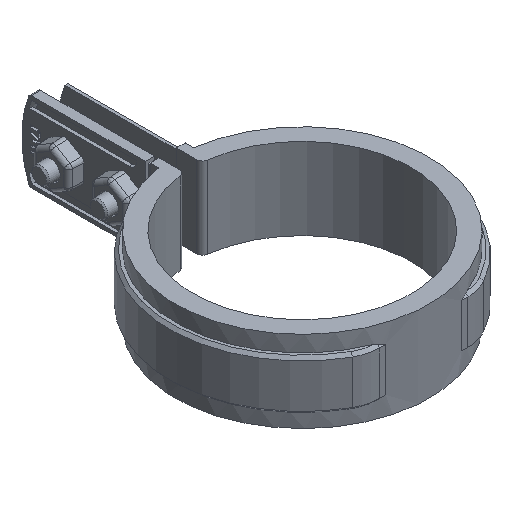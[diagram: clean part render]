
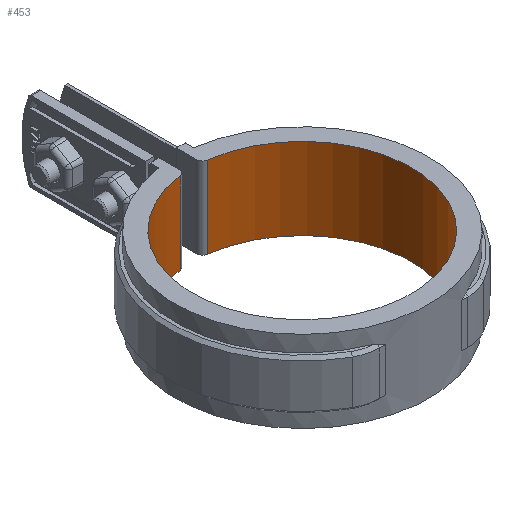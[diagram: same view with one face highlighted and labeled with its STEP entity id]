
A CAD part, isometric view. The second image highlights one B-rep face of the part: STEP entity #453.
In plain terms, the highlighted cylindrical face has radius 37.5 mm (diameter 75 mm), a partial arc.
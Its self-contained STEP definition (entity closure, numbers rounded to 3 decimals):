
#453 = ADVANCED_FACE( '', ( #875 ), #876, .F. );
#875 = FACE_OUTER_BOUND( '', #1822, .T. );
#876 = CYLINDRICAL_SURFACE( '', #1823, 37.5 );
#1822 = EDGE_LOOP( '', ( #3754, #3755, #3756, #3757 ) );
#1823 = AXIS2_PLACEMENT_3D( '', #3758, #3759, #3760 );
#3754 = ORIENTED_EDGE( '', *, *, #5742, .T. );
#3755 = ORIENTED_EDGE( '', *, *, #5806, .T. );
#3756 = ORIENTED_EDGE( '', *, *, #5807, .F. );
#3757 = ORIENTED_EDGE( '', *, *, #5808, .T. );
#3758 = CARTESIAN_POINT( '', ( 0., 0., -14. ) );
#3759 = DIRECTION( '', ( 0., 0., -1. ) );
#3760 = DIRECTION( '', ( 1., 0., 0. ) );
#5742 = EDGE_CURVE( '', #6717, #6715, #6718, .T. );
#5806 = EDGE_CURVE( '', #6715, #6809, #6811, .T. );
#5807 = EDGE_CURVE( '', #6812, #6809, #6813, .T. );
#5808 = EDGE_CURVE( '', #6812, #6717, #6814, .F. );
#6715 = VERTEX_POINT( '', #9249 );
#6717 = VERTEX_POINT( '', #9251 );
#6718 = CIRCLE( '', #9252, 37.5 );
#6809 = VERTEX_POINT( '', #9391 );
#6811 = LINE( '', #9393, #9394 );
#6812 = VERTEX_POINT( '', #9395 );
#6813 = CIRCLE( '', #9396, 37.5 );
#6814 = LINE( '', #9397, #9398 );
#9249 = CARTESIAN_POINT( '', ( -4.747, 37.198, -14. ) );
#9251 = CARTESIAN_POINT( '', ( 4.747, 37.198, -14. ) );
#9252 = AXIS2_PLACEMENT_3D( '', #11096, #11097, #11098 );
#9391 = CARTESIAN_POINT( '', ( -4.747, 37.198, 14. ) );
#9393 = CARTESIAN_POINT( '', ( -4.747, 37.198, -14. ) );
#9394 = VECTOR( '', #11210, 1000. );
#9395 = CARTESIAN_POINT( '', ( 4.747, 37.198, 14. ) );
#9396 = AXIS2_PLACEMENT_3D( '', #11211, #11212, #11213 );
#9397 = CARTESIAN_POINT( '', ( 4.747, 37.198, -14. ) );
#9398 = VECTOR( '', #11214, 1000. );
#11096 = CARTESIAN_POINT( '', ( 0., 0., -14. ) );
#11097 = DIRECTION( '', ( 0., 0., -1. ) );
#11098 = DIRECTION( '', ( 1., 0., 0. ) );
#11210 = DIRECTION( '', ( 0., 0., 1. ) );
#11211 = CARTESIAN_POINT( '', ( 0., 0., 14. ) );
#11212 = DIRECTION( '', ( 0., 0., -1. ) );
#11213 = DIRECTION( '', ( 1., 0., 0. ) );
#11214 = DIRECTION( '', ( 0., 0., 1. ) );
